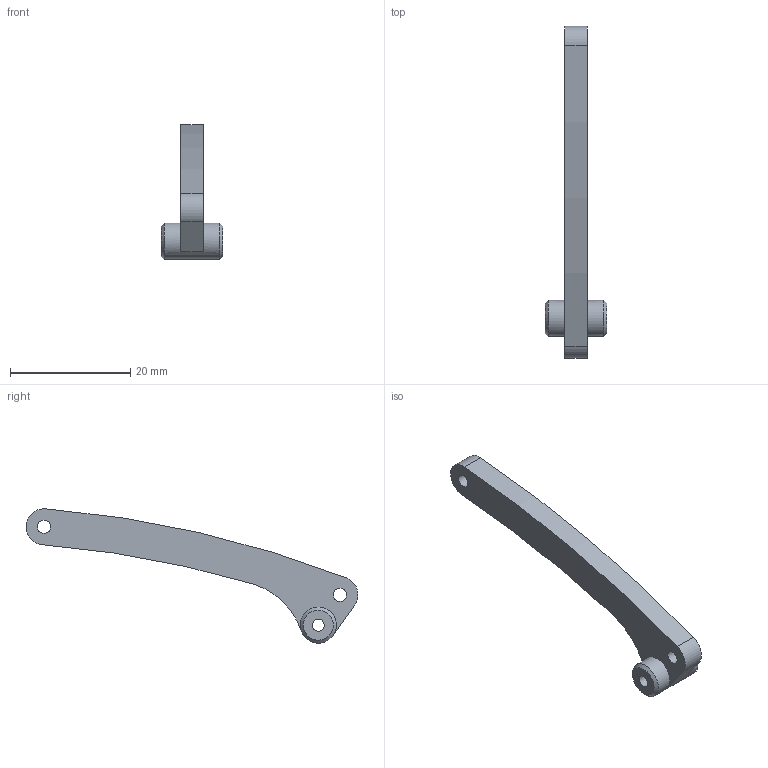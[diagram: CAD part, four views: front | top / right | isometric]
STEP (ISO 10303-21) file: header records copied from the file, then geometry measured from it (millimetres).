
FILE_DESCRIPTION(/* description */ ('STEP AP242','CAx-IF Rec.Pracs.---Representation and Presentation of Product Manufacturing Information (PMI)---4.0---2014-10-13','CAx-IF Rec.Pracs.---3D Tessellated Geometry---0.4---2014-09-14','2;1'),/* implementation_level */ '2;1');
FILE_NAME(/* name */ '68658ca22ff03b2b5464e44f',/* time_stamp */ '2025-07-02T19:46:43Z',/* author */ (''),/* organization */ (''),/* preprocessor_version */ 'ST-DEVELOPER v20',/* originating_system */ 'ONSHAPE BY PTC INC, 1.200',/* authorisation */ ' ');
FILE_SCHEMA (('AP242_MANAGED_MODEL_BASED_3D_ENGINEERING_MIM_LF { 1 0 10303 442 1 1 4 }'));
Length unit declared in the file: metre
Products named in the file (1): Link
Bounding box: 10.3 x 55.2 x 22.36 mm (x, y, z)
Volume: 1559.4 mm3; surface area: 1446 mm2
Topology: 1 solids, 1 shells, 16 faces, 37 edges, 24 vertices
Faces by surface type: cylinder 9, plane 5, cone 2
Full cylindrical faces by diameter (mm): 2 x1, 2.2 x2, 6 x1
Entity records: 471 total; most frequent: DIRECTION 87, CARTESIAN_POINT 72, ORIENTED_EDGE 62, AXIS2_PLACEMENT_3D 39, EDGE_CURVE 31, EDGE_LOOP 29, FACE_BOUND 29, VERTEX_POINT 24
